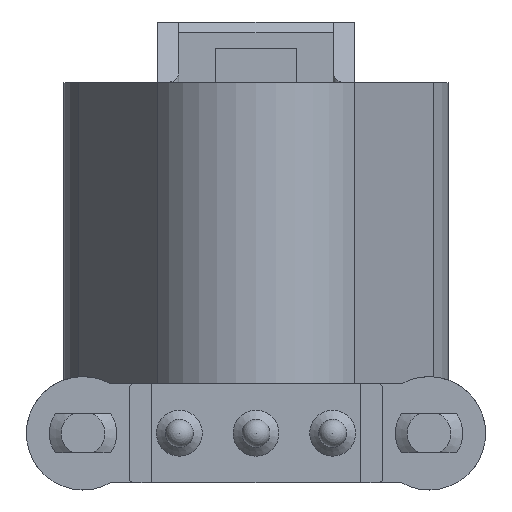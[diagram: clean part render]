
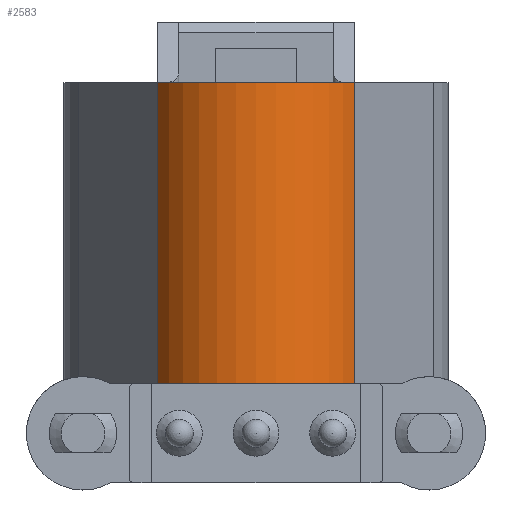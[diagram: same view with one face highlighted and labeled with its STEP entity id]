
A CAD part, front view. The second image highlights one B-rep face of the part: STEP entity #2583.
In plain terms, the highlighted cylindrical face has radius 6.38 mm (diameter 12.76 mm), a partial arc.
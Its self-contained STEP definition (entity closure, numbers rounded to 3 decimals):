
#153=CIRCLE('',#2743,6.38);
#154=CIRCLE('',#2744,6.38);
#400=ORIENTED_EDGE('',*,*,#890,.F.);
#401=ORIENTED_EDGE('',*,*,#891,.T.);
#402=ORIENTED_EDGE('',*,*,#892,.F.);
#403=ORIENTED_EDGE('',*,*,#885,.F.);
#885=EDGE_CURVE('',#1113,#1115,#1280,.T.);
#890=EDGE_CURVE('',#1118,#1113,#153,.F.);
#891=EDGE_CURVE('',#1118,#1119,#1284,.T.);
#892=EDGE_CURVE('',#1115,#1119,#154,.T.);
#1113=VERTEX_POINT('',#3747);
#1115=VERTEX_POINT('',#3750);
#1118=VERTEX_POINT('',#3759);
#1119=VERTEX_POINT('',#3761);
#1280=LINE('',#3749,#1459);
#1284=LINE('',#3760,#1463);
#1459=VECTOR('',#3126,1000.);
#1463=VECTOR('',#3136,1000.);
#1574=EDGE_LOOP('',(#400,#401,#402,#403));
#1697=FACE_BOUND('',#1574,.T.);
#1788=CYLINDRICAL_SURFACE('',#2742,6.38);
#2583=ADVANCED_FACE('',(#1697),#1788,.T.);
#2742=AXIS2_PLACEMENT_3D('',#3757,#3132,#3133);
#2743=AXIS2_PLACEMENT_3D('',#3758,#3134,#3135);
#2744=AXIS2_PLACEMENT_3D('',#3762,#3137,#3138);
#3126=DIRECTION('',(0.,0.,1.));
#3132=DIRECTION('',(0.,0.,1.));
#3133=DIRECTION('',(1.,0.,0.));
#3134=DIRECTION('',(0.,0.,1.));
#3135=DIRECTION('',(1.,0.,0.));
#3136=DIRECTION('',(0.,0.,1.));
#3137=DIRECTION('',(0.,0.,1.));
#3138=DIRECTION('',(1.,0.,0.));
#3747=CARTESIAN_POINT('',(-5.525,-7.026,-16.89));
#3749=CARTESIAN_POINT('',(-5.525,-7.026,-22.46));
#3750=CARTESIAN_POINT('',(-5.525,-7.026,0.));
#3757=CARTESIAN_POINT('',(0.,-3.836,-22.46));
#3758=CARTESIAN_POINT('',(0.,-3.836,-16.89));
#3759=CARTESIAN_POINT('',(5.525,-7.026,-16.89));
#3760=CARTESIAN_POINT('',(5.525,-7.026,-22.46));
#3761=CARTESIAN_POINT('',(5.525,-7.026,0.));
#3762=CARTESIAN_POINT('',(0.,-3.836,0.));
